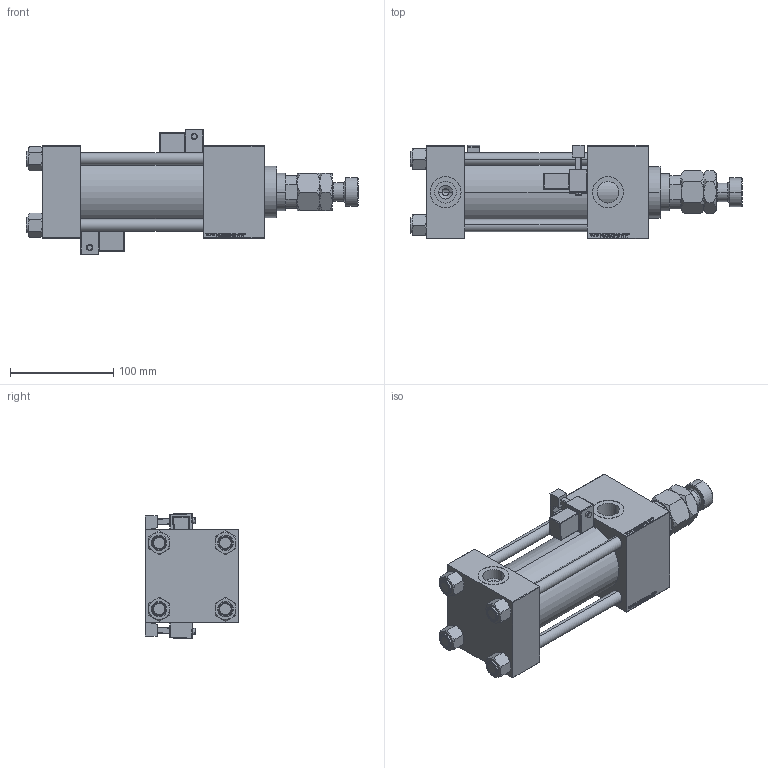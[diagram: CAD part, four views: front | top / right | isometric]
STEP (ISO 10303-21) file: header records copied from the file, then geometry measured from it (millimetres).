
FILE_DESCRIPTION (( 'STEP AP203' ), '1' );
FILE_NAME ('d36e.STEP', '2023-08-23T03:18:16', ( '' ), ( '' ), 'SwSTEP 2.0', 'SolidWorks 2019', '' );
FILE_SCHEMA (( 'CONFIG_CONTROL_DESIGN' ));
Length unit declared in the file: millimetre
Products named in the file (8): V215CR_MSU c2f69031cfd571da1aea5fd69fc27234; V215_VC_A c2f69031cfd571da1aea5fd69fc27234; V215CR_VCP_C c2f69031cfd571da1aea5fd69fc27234; V215CR_C_TYCINKA c2f69031cfd571da1aea5fd69fc27234; NUT_M5_C c2f69031cfd571da1aea5fd69fc27234; d36e; V215CR_C_Body c2f69031cfd571da1aea5fd69fc27234; MFA c2f69031cfd571da1aea5fd69fc27234
Assembly tree (14 placements, depth 2):
  d36e
    V215CR_C_Body c2f69031cfd571da1aea5fd69fc27234
    V215CR_VCP_C c2f69031cfd571da1aea5fd69fc27234
    NUT_M5_C c2f69031cfd571da1aea5fd69fc27234  x4
    V215CR_C_TYCINKA c2f69031cfd571da1aea5fd69fc27234  x4
    V215_VC_A c2f69031cfd571da1aea5fd69fc27234
    MFA c2f69031cfd571da1aea5fd69fc27234
    V215CR_MSU c2f69031cfd571da1aea5fd69fc27234  x2
Bounding box: 322 x 90.53 x 121.57 mm (x, y, z)
Volume: 1183363.3 mm3; surface area: 246013.2 mm2
Topology: 14 solids, 14 shells, 1354 faces, 3341 edges, 2117 vertices
Faces by surface type: plane 600, bspline 392, cone 164, cylinder 150, torus 24, sphere 24
Entity records: 54150 total; most frequent: CARTESIAN_POINT 28066, ORIENTED_EDGE 5792, DIRECTION 3896, EDGE_CURVE 2896, VERTEX_POINT 1877, VECTOR 1710, LINE 1710, EDGE_LOOP 1291
